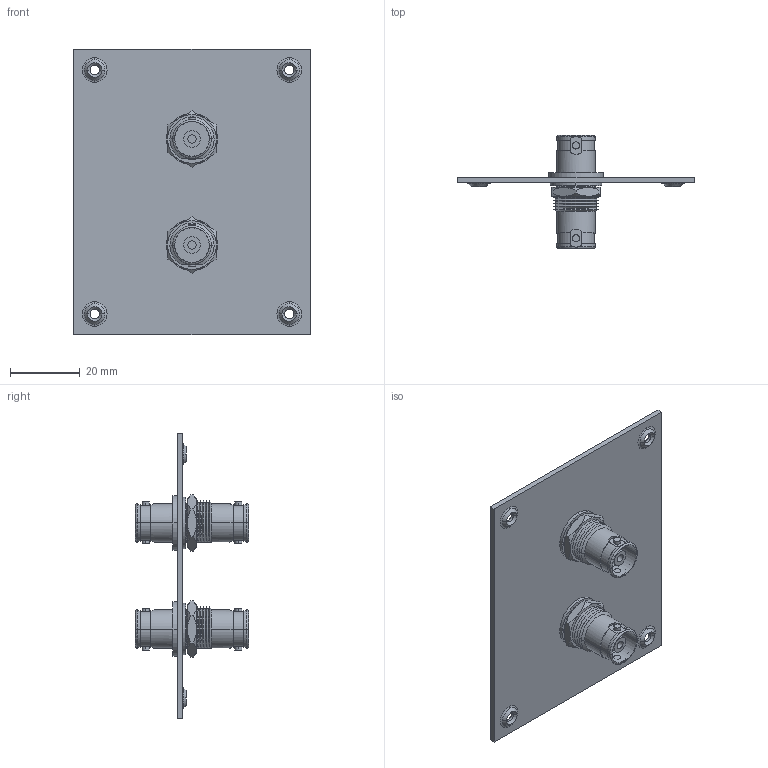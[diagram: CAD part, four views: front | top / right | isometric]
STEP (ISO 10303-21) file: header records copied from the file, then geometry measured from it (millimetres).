
FILE_DESCRIPTION (( 'STEP AP214' ), '1' );
FILE_NAME ('USP2BB_3D.STEP', '2022-08-22T13:02:02', ( '' ), ( '' ), 'SwSTEP 2.0', 'SolidWorks 2021', '' );
FILE_SCHEMA (( 'AUTOMOTIVE_DESIGN' ));
Length unit declared in the file: inch
Products named in the file (6): 3AA02-008; 1AR06-003; BA1089; 3AA03-005; USP2BB_3D; BA1089_.060 offset
Assembly tree (6 placements, depth 3):
  USP2BB_3D
    1AR06-003
    BA1089_.060 offset  x2
      BA1089
      3AA03-005
      3AA02-008
Bounding box: 68.07 x 32.51 x 82.04 mm (x, y, z)
Volume: 13024.8 mm3; surface area: 17586.8 mm2
Topology: 7 solids, 7 shells, 572 faces, 1482 edges, 948 vertices
Faces by surface type: cylinder 200, plane 180, cone 168, torus 24
Entity records: 10911 total; most frequent: CARTESIAN_POINT 2112, DIRECTION 1773, ORIENTED_EDGE 1648, EDGE_CURVE 824, AXIS2_PLACEMENT_3D 703, VERTEX_POINT 528, CIRCLE 377, LINE 367
